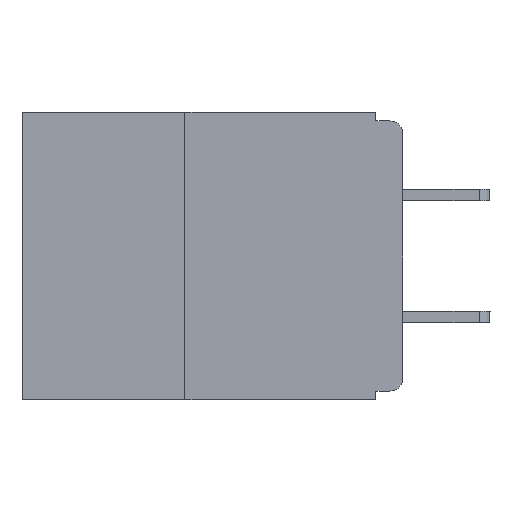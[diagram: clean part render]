
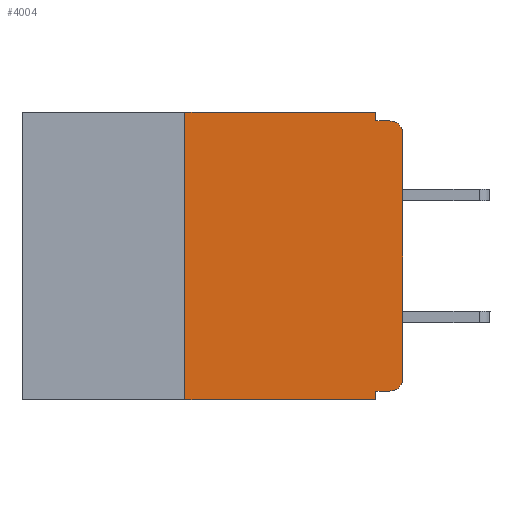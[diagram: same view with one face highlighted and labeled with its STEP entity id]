
A CAD part, left-side view. The second image highlights one B-rep face of the part: STEP entity #4004.
In plain terms, the highlighted planar face has unit normal (-1, 0, 0).
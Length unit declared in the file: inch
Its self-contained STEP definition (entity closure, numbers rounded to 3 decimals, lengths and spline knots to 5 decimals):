
#124 = DIRECTION ( 'NONE',  ( -1., 0., 0. ) ) ;
#173 = CARTESIAN_POINT ( 'NONE',  ( 0., 0.031, -0.01 ) ) ;
#175 = EDGE_CURVE ( 'NONE', #5851, #2022, #8033, .T. ) ;
#303 = ORIENTED_EDGE ( 'NONE', *, *, #9435, .F. ) ;
#371 = ORIENTED_EDGE ( 'NONE', *, *, #4677, .T. ) ;
#621 = DIRECTION ( 'NONE',  ( 0., -1., 0. ) ) ;
#997 = VERTEX_POINT ( 'NONE', #10954 ) ;
#1065 = FACE_OUTER_BOUND ( 'NONE', #10172, .T. ) ;
#1177 = VECTOR ( 'NONE', #2239, 39.37008 ) ;
#1538 = CARTESIAN_POINT ( 'NONE',  ( 0., 0.031, -0.33 ) ) ;
#1883 = AXIS2_PLACEMENT_3D ( 'NONE', #4299, #10001, #10947 ) ;
#2022 = VERTEX_POINT ( 'NONE', #3349 ) ;
#2102 = ORIENTED_EDGE ( 'NONE', *, *, #3836, .T. ) ;
#2211 = VECTOR ( 'NONE', #6768, 39.37008 ) ;
#2227 = CARTESIAN_POINT ( 'NONE',  ( 0., 0.25, 0. ) ) ;
#2232 = CIRCLE ( 'NONE', #8904, 0.015 ) ;
#2239 = DIRECTION ( 'NONE',  ( 0., 0., -1. ) ) ;
#2364 = CARTESIAN_POINT ( 'NONE',  ( 0., 0.015, -0.32 ) ) ;
#2663 = LINE ( 'NONE', #4722, #4881 ) ;
#2714 = VECTOR ( 'NONE', #7433, 39.37008 ) ;
#2732 = VERTEX_POINT ( 'NONE', #2227 ) ;
#2858 = DIRECTION ( 'NONE',  ( 0., 0., -1. ) ) ;
#2951 = CARTESIAN_POINT ( 'NONE',  ( 0., 0.015, -0.305 ) ) ;
#3349 = CARTESIAN_POINT ( 'NONE',  ( 0., 0.031, -0.32 ) ) ;
#3377 = CARTESIAN_POINT ( 'NONE',  ( 0., 0., -0.305 ) ) ;
#3802 = DIRECTION ( 'NONE',  ( 0., -1., 0. ) ) ;
#3826 = ORIENTED_EDGE ( 'NONE', *, *, #4750, .F. ) ;
#3836 = EDGE_CURVE ( 'NONE', #9174, #10133, #2232, .T. ) ;
#3854 = CARTESIAN_POINT ( 'NONE',  ( 0., 0.015, -0.025 ) ) ;
#4004 = ADVANCED_FACE ( 'NONE', ( #1065 ), #9033, .F. ) ;
#4299 = CARTESIAN_POINT ( 'NONE',  ( 0., 0.437, 0. ) ) ;
#4677 = EDGE_CURVE ( 'NONE', #11768, #9174, #4731, .T. ) ;
#4722 = CARTESIAN_POINT ( 'NONE',  ( 0., 0.031, 0. ) ) ;
#4731 = LINE ( 'NONE', #9654, #2211 ) ;
#4734 = CARTESIAN_POINT ( 'NONE',  ( 0., 0.015, -0.01 ) ) ;
#4749 = CIRCLE ( 'NONE', #9866, 0.015 ) ;
#4750 = EDGE_CURVE ( 'NONE', #2022, #11016, #7234, .T. ) ;
#4788 = DIRECTION ( 'NONE',  ( 0., 0., -1. ) ) ;
#4881 = VECTOR ( 'NONE', #2858, 39.37008 ) ;
#4989 = DIRECTION ( 'NONE',  ( 0., 0., -1. ) ) ;
#5041 = VECTOR ( 'NONE', #9819, 39.37008 ) ;
#5308 = LINE ( 'NONE', #5797, #11901 ) ;
#5722 = ORIENTED_EDGE ( 'NONE', *, *, #9542, .T. ) ;
#5797 = CARTESIAN_POINT ( 'NONE',  ( 0., 0.437, 0. ) ) ;
#5851 = VERTEX_POINT ( 'NONE', #2364 ) ;
#6050 = CARTESIAN_POINT ( 'NONE',  ( 0., 0.25, -0.33 ) ) ;
#6357 = EDGE_CURVE ( 'NONE', #997, #11016, #10563, .T. ) ;
#6433 = CARTESIAN_POINT ( 'NONE',  ( 0., 0., -0.025 ) ) ;
#6768 = DIRECTION ( 'NONE',  ( 0., 0., 1. ) ) ;
#6809 = LINE ( 'NONE', #8820, #11490 ) ;
#6840 = CARTESIAN_POINT ( 'NONE',  ( 0., 0.031, 0. ) ) ;
#6920 = VERTEX_POINT ( 'NONE', #6840 ) ;
#7001 = VERTEX_POINT ( 'NONE', #173 ) ;
#7234 = LINE ( 'NONE', #10675, #1177 ) ;
#7433 = DIRECTION ( 'NONE',  ( 0., 1., 0. ) ) ;
#7578 = LINE ( 'NONE', #6050, #5041 ) ;
#8033 = LINE ( 'NONE', #9247, #2714 ) ;
#8568 = ORIENTED_EDGE ( 'NONE', *, *, #11396, .F. ) ;
#8683 = VECTOR ( 'NONE', #621, 39.37008 ) ;
#8739 = DIRECTION ( 'NONE',  ( 0., -1., 0. ) ) ;
#8788 = ORIENTED_EDGE ( 'NONE', *, *, #6357, .T. ) ;
#8820 = CARTESIAN_POINT ( 'NONE',  ( 0., 0., -0.01 ) ) ;
#8904 = AXIS2_PLACEMENT_3D ( 'NONE', #3854, #124, #4989 ) ;
#8939 = EDGE_CURVE ( 'NONE', #997, #2732, #7578, .T. ) ;
#8998 = ORIENTED_EDGE ( 'NONE', *, *, #8939, .F. ) ;
#9033 = PLANE ( 'NONE',  #1883 ) ;
#9174 = VERTEX_POINT ( 'NONE', #6433 ) ;
#9247 = CARTESIAN_POINT ( 'NONE',  ( 0., 0., -0.32 ) ) ;
#9407 = DIRECTION ( 'NONE',  ( -1., 0., 0. ) ) ;
#9435 = EDGE_CURVE ( 'NONE', #6920, #7001, #2663, .T. ) ;
#9542 = EDGE_CURVE ( 'NONE', #5851, #11768, #4749, .T. ) ;
#9654 = CARTESIAN_POINT ( 'NONE',  ( 0., 0., 0. ) ) ;
#9819 = DIRECTION ( 'NONE',  ( 0., 0., 1. ) ) ;
#9866 = AXIS2_PLACEMENT_3D ( 'NONE', #2951, #9407, #4788 ) ;
#10001 = DIRECTION ( 'NONE',  ( 1., 0., 0. ) ) ;
#10133 = VERTEX_POINT ( 'NONE', #4734 ) ;
#10172 = EDGE_LOOP ( 'NONE', ( #371, #2102, #12183, #303, #8568, #8998, #8788, #3826, #10629, #5722 ) ) ;
#10296 = EDGE_CURVE ( 'NONE', #7001, #10133, #6809, .T. ) ;
#10563 = LINE ( 'NONE', #11803, #8683 ) ;
#10629 = ORIENTED_EDGE ( 'NONE', *, *, #175, .F. ) ;
#10675 = CARTESIAN_POINT ( 'NONE',  ( 0., 0.031, -0.33 ) ) ;
#10947 = DIRECTION ( 'NONE',  ( 0., 0., -1. ) ) ;
#10954 = CARTESIAN_POINT ( 'NONE',  ( 0., 0.25, -0.33 ) ) ;
#11016 = VERTEX_POINT ( 'NONE', #1538 ) ;
#11396 = EDGE_CURVE ( 'NONE', #2732, #6920, #5308, .T. ) ;
#11490 = VECTOR ( 'NONE', #8739, 39.37008 ) ;
#11768 = VERTEX_POINT ( 'NONE', #3377 ) ;
#11803 = CARTESIAN_POINT ( 'NONE',  ( 0., 0.437, -0.33 ) ) ;
#11901 = VECTOR ( 'NONE', #3802, 39.37008 ) ;
#12183 = ORIENTED_EDGE ( 'NONE', *, *, #10296, .F. ) ;
